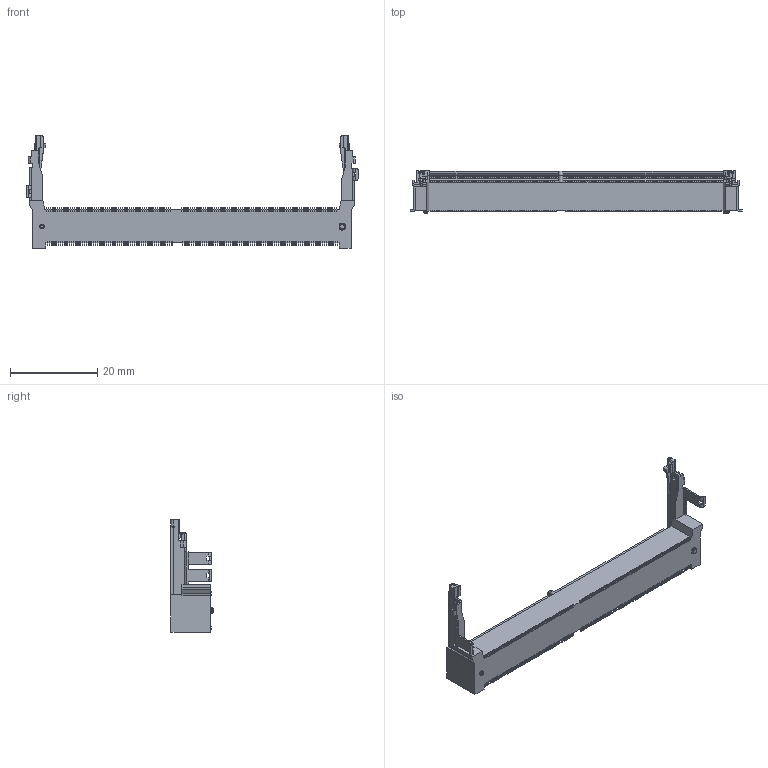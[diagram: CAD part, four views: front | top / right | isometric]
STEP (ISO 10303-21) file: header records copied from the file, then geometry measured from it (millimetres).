
FILE_DESCRIPTION((''),'2;1');
FILE_NAME('C-2309413-1','2017-01-13T',('workeradm'),('Tyco Electronics Ltd.'),'CREO PARAMETRIC BY PTC INC, 2016050','CREO PARAMETRIC BY PTC INC, 2016050','');
FILE_SCHEMA(('AUTOMOTIVE_DESIGN { 1 0 10303 214 1 1 1 1 }'));
Products named in the file (1): C-2309413-1
Bounding box: 76.1 x 9.65 x 25.85 mm (x, y, z)
Volume: 4766.2 mm3; surface area: 3792.5 mm2
Topology: 1 solids, 1 shells, 4243 faces, 12298 edges, 8187 vertices
Faces by surface type: plane 2425, cylinder 1802, torus 10, cone 4, sphere 2
Entity records: 140783 total; most frequent: CARTESIAN_POINT 25090, ORIENTED_EDGE 24596, DIRECTION 24375, EDGE_CURVE 12298, VECTOR 8659, LINE 8659, VERTEX_POINT 8187, AXIS2_PLACEMENT_3D 7858
